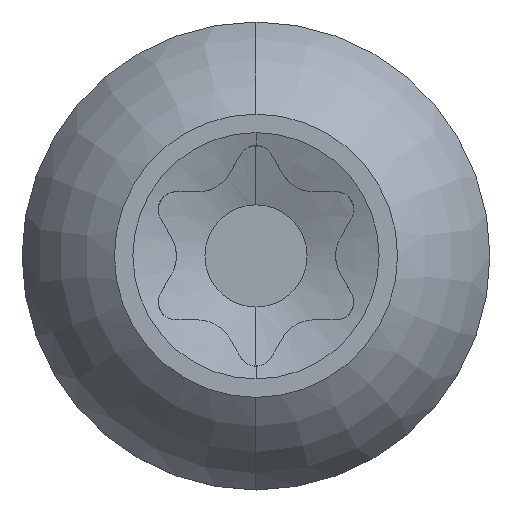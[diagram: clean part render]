
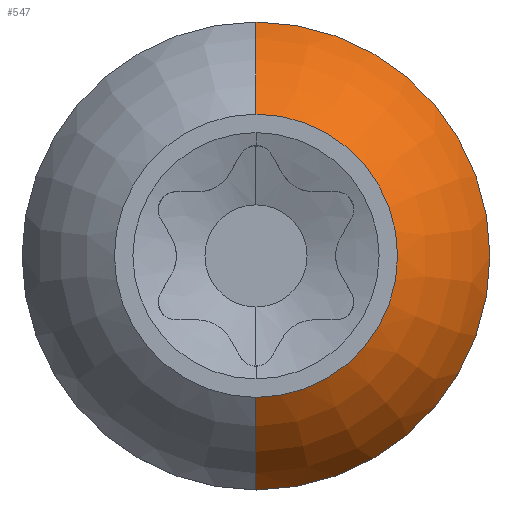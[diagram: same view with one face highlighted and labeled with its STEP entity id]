
A CAD part, top view. The second image highlights one B-rep face of the part: STEP entity #547.
In plain terms, the highlighted toroidal (fillet/blend) face has major radius 0.28 mm and minor radius 10 mm.
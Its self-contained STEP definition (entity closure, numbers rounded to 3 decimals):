
#31 = EDGE_CURVE ( 'NONE', #980, #1123, #901, .T. ) ;
#51 = ORIENTED_EDGE ( 'NONE', *, *, #31, .T. ) ;
#193 = DIRECTION ( 'NONE',  ( 0., -1., 0. ) ) ;
#212 = CARTESIAN_POINT ( 'NONE',  ( 0., -9.5, 1.2 ) ) ;
#275 = AXIS2_PLACEMENT_3D ( 'NONE', #411, #1325, #1794 ) ;
#305 = ORIENTED_EDGE ( 'NONE', *, *, #1948, .F. ) ;
#408 = CARTESIAN_POINT ( 'NONE',  ( 0., 9.5, 1.2 ) ) ;
#411 = CARTESIAN_POINT ( 'NONE',  ( 0., 0., 5.7 ) ) ;
#415 = FACE_OUTER_BOUND ( 'NONE', #1421, .T. ) ;
#416 = AXIS2_PLACEMENT_3D ( 'NONE', #1114, #1752, #510 ) ;
#463 = CIRCLE ( 'NONE', #1942, 10. ) ;
#510 = DIRECTION ( 'NONE',  ( 0., 1., 0. ) ) ;
#532 = ORIENTED_EDGE ( 'NONE', *, *, #553, .F. ) ;
#547 = ADVANCED_FACE ( 'NONE', ( #415 ), #975, .T. ) ;
#553 = EDGE_CURVE ( 'NONE', #843, #1123, #899, .T. ) ;
#648 = CARTESIAN_POINT ( 'NONE',  ( 0., 0., 1.2 ) ) ;
#843 = VERTEX_POINT ( 'NONE', #408 ) ;
#899 = CIRCLE ( 'NONE', #1435, 9.5 ) ;
#901 = CIRCLE ( 'NONE', #913, 10. ) ;
#913 = AXIS2_PLACEMENT_3D ( 'NONE', #1971, #1504, #1354 ) ;
#975 = TOROIDAL_SURFACE ( 'NONE', #416, 0.28, 10. ) ;
#980 = VERTEX_POINT ( 'NONE', #1197 ) ;
#1074 = CARTESIAN_POINT ( 'NONE',  ( 0., 0.28, -2.671 ) ) ;
#1099 = DIRECTION ( 'NONE',  ( 0., 0., 1. ) ) ;
#1114 = CARTESIAN_POINT ( 'NONE',  ( 0., 0., -2.671 ) ) ;
#1123 = VERTEX_POINT ( 'NONE', #212 ) ;
#1197 = CARTESIAN_POINT ( 'NONE',  ( 0., -5.75, 5.7 ) ) ;
#1261 = DIRECTION ( 'NONE',  ( 0., 0., -1. ) ) ;
#1272 = VERTEX_POINT ( 'NONE', #1984 ) ;
#1325 = DIRECTION ( 'NONE',  ( 0., 0., 1. ) ) ;
#1354 = DIRECTION ( 'NONE',  ( 0., 0., -1. ) ) ;
#1421 = EDGE_LOOP ( 'NONE', ( #1491, #51, #532, #305 ) ) ;
#1435 = AXIS2_PLACEMENT_3D ( 'NONE', #648, #1261, #193 ) ;
#1491 = ORIENTED_EDGE ( 'NONE', *, *, #1741, .F. ) ;
#1500 = CIRCLE ( 'NONE', #275, 5.75 ) ;
#1504 = DIRECTION ( 'NONE',  ( 1., 0., 0. ) ) ;
#1741 = EDGE_CURVE ( 'NONE', #980, #1272, #1500, .T. ) ;
#1748 = DIRECTION ( 'NONE',  ( -1., 0., 0. ) ) ;
#1752 = DIRECTION ( 'NONE',  ( 0., 0., -1. ) ) ;
#1794 = DIRECTION ( 'NONE',  ( 0., 1., 0. ) ) ;
#1942 = AXIS2_PLACEMENT_3D ( 'NONE', #1074, #1748, #1099 ) ;
#1948 = EDGE_CURVE ( 'NONE', #1272, #843, #463, .T. ) ;
#1971 = CARTESIAN_POINT ( 'NONE',  ( 0., -0.28, -2.671 ) ) ;
#1984 = CARTESIAN_POINT ( 'NONE',  ( 0., 5.75, 5.7 ) ) ;
